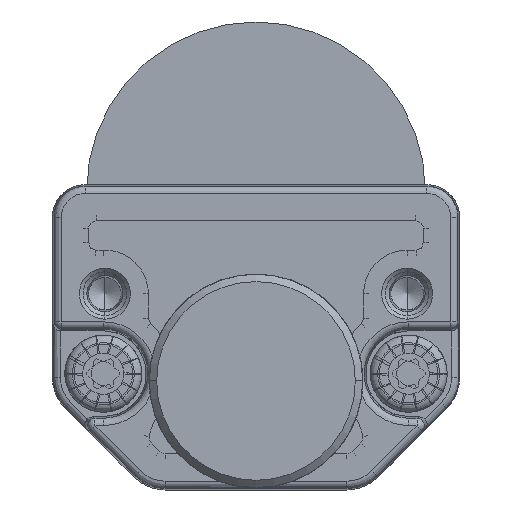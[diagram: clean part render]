
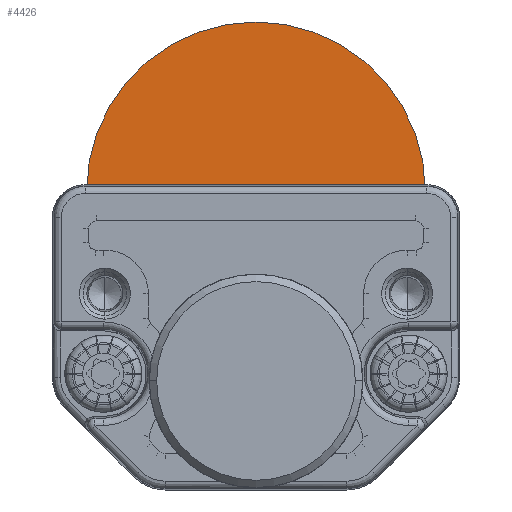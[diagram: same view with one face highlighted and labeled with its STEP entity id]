
A CAD part, left-side view. The second image highlights one B-rep face of the part: STEP entity #4426.
In plain terms, the highlighted face is planar.
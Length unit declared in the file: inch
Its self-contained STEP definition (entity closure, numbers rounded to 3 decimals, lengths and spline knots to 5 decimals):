
#4310=DIRECTION('',(1.,0.,0.));
#4311=VECTOR('',#4310,23.3);
#4312=CARTESIAN_POINT('',(-11.65,0.,426.5));
#4313=LINE('',#4312,#4311);
#4314=DIRECTION('',(0.,-1.,0.));
#4315=VECTOR('',#4314,1.5);
#4316=CARTESIAN_POINT('',(-11.65,1.5,426.5));
#4317=LINE('',#4316,#4315);
#4318=CARTESIAN_POINT('',(0.,1.5,426.5));
#4319=DIRECTION('',(0.,0.,1.));
#4320=DIRECTION('',(1.,0.,0.));
#4321=AXIS2_PLACEMENT_3D('',#4318,#4319,#4320);
#4323=DIRECTION('',(0.,1.,0.));
#4324=VECTOR('',#4323,1.5);
#4325=CARTESIAN_POINT('',(11.65,0.,426.5));
#4326=LINE('',#4325,#4324);
#4335=CARTESIAN_POINT('',(-11.65,0.,426.5));
#4336=CARTESIAN_POINT('',(11.65,0.,426.5));
#4337=VERTEX_POINT('',#4335);
#4338=VERTEX_POINT('',#4336);
#4339=CARTESIAN_POINT('',(11.65,1.5,426.5));
#4340=VERTEX_POINT('',#4339);
#4341=CARTESIAN_POINT('',(-11.65,1.5,426.5));
#4342=VERTEX_POINT('',#4341);
#4415=CARTESIAN_POINT('',(0.,0.,426.5));
#4416=DIRECTION('',(0.,0.,1.));
#4417=DIRECTION('',(1.,0.,0.));
#4418=AXIS2_PLACEMENT_3D('',#4415,#4416,#4417);
#4419=PLANE('',#4418);
#4420=ORIENTED_EDGE('',*,*,#4367,.F.);
#4421=ORIENTED_EDGE('',*,*,#4382,.F.);
#4422=ORIENTED_EDGE('',*,*,#4396,.F.);
#4423=ORIENTED_EDGE('',*,*,#4409,.F.);
#4424=EDGE_LOOP('',(#4420,#4421,#4422,#4423));
#4425=FACE_OUTER_BOUND('',#4424,.F.);
#4426=ADVANCED_FACE('',(#4425),#4419,.T.);
#4322=CIRCLE('',#4321,11.65);
#4367=EDGE_CURVE('',#4337,#4338,#4313,.T.);
#4382=EDGE_CURVE('',#4342,#4337,#4317,.T.);
#4396=EDGE_CURVE('',#4340,#4342,#4322,.T.);
#4409=EDGE_CURVE('',#4338,#4340,#4326,.T.);
